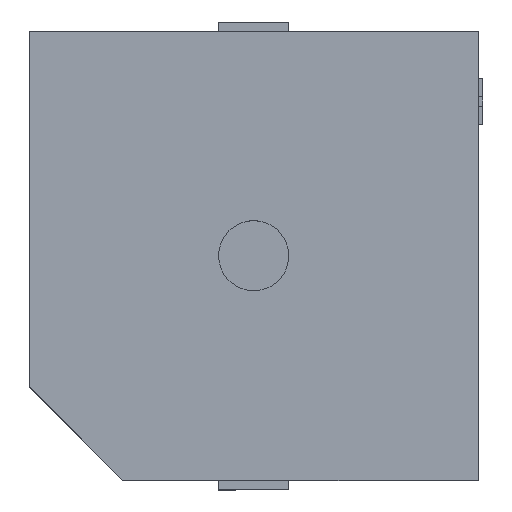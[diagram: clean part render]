
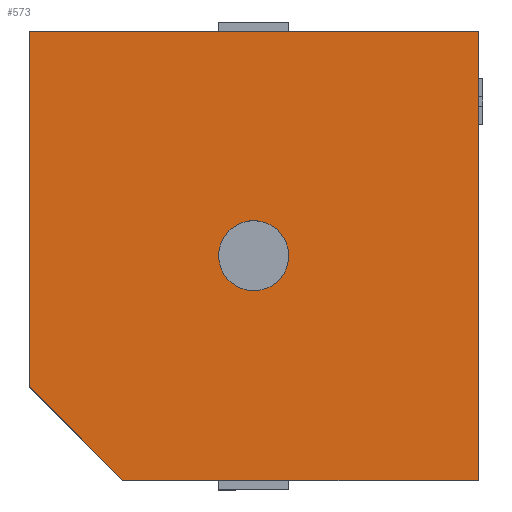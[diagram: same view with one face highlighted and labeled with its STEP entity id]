
A CAD part, top view. The second image highlights one B-rep face of the part: STEP entity #573.
In plain terms, the highlighted planar face has unit normal (0, 0, 1).
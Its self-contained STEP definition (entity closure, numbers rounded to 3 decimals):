
#90=CARTESIAN_POINT('',(-0.75,0.,5.0));
#91=VERTEX_POINT('',#90);
#107=CARTESIAN_POINT('',(0.75,0.,5.0));
#108=VERTEX_POINT('',#107);
#115=CARTESIAN_POINT('',(0.0,0.0,5.0));
#116=DIRECTION('',(0.0,0.0,-1.0));
#117=DIRECTION('',(-1.0,0.0,0.0));
#118=AXIS2_PLACEMENT_3D('',#115,#116,#117);
#119=CIRCLE('',#118,0.75);
#120=EDGE_CURVE('',#91,#108,#119,.T.);
#389=CARTESIAN_POINT('',(4.8,-4.8,5.0));
#390=VERTEX_POINT('',#389);
#397=CARTESIAN_POINT('',(-2.8,-4.8,5.0));
#398=VERTEX_POINT('',#397);
#399=CARTESIAN_POINT('',(4.8,-4.8,5.0));
#400=DIRECTION('',(-1.0,0.0,0.0));
#401=VECTOR('',#400,7.6);
#402=LINE('',#399,#401);
#403=EDGE_CURVE('',#390,#398,#402,.T.);
#420=CARTESIAN_POINT('',(4.8,4.8,5.0));
#421=VERTEX_POINT('',#420);
#428=CARTESIAN_POINT('',(4.8,4.8,5.0));
#429=DIRECTION('',(0.0,-1.0,0.0));
#430=VECTOR('',#429,9.6);
#431=LINE('',#428,#430);
#432=EDGE_CURVE('',#421,#390,#431,.T.);
#444=CARTESIAN_POINT('',(-4.8,4.8,5.0));
#445=VERTEX_POINT('',#444);
#452=CARTESIAN_POINT('',(-4.8,4.8,5.0));
#453=DIRECTION('',(1.0,0.0,0.0));
#454=VECTOR('',#453,9.6);
#455=LINE('',#452,#454);
#456=EDGE_CURVE('',#445,#421,#455,.T.);
#488=CARTESIAN_POINT('',(0.0,0.0,5.0));
#489=DIRECTION('',(0.0,0.0,-1.0));
#490=DIRECTION('',(-1.0,0.0,0.0));
#491=AXIS2_PLACEMENT_3D('',#488,#489,#490);
#492=CIRCLE('',#491,0.75);
#493=EDGE_CURVE('',#108,#91,#492,.T.);
#523=CARTESIAN_POINT('',(-4.8,-2.8,5.0));
#524=VERTEX_POINT('',#523);
#525=CARTESIAN_POINT('',(-2.8,-4.8,5.0));
#526=DIRECTION('',(-0.707,0.707,0.0));
#527=VECTOR('',#526,2.828);
#528=LINE('',#525,#527);
#529=EDGE_CURVE('',#398,#524,#528,.T.);
#547=CARTESIAN_POINT('',(-4.8,-2.8,5.0));
#548=DIRECTION('',(0.0,1.0,0.0));
#549=VECTOR('',#548,7.6);
#550=LINE('',#547,#549);
#551=EDGE_CURVE('',#524,#445,#550,.T.);
#557=CARTESIAN_POINT('',(0.173,0.173,5.0));
#558=DIRECTION('',(0.0,0.0,1.0));
#559=DIRECTION('',(1.0,0.0,0.0));
#560=AXIS2_PLACEMENT_3D('',#557,#558,#559);
#561=PLANE('',#560);
#562=ORIENTED_EDGE('',*,*,#432,.F.);
#563=ORIENTED_EDGE('',*,*,#456,.F.);
#564=ORIENTED_EDGE('',*,*,#551,.F.);
#565=ORIENTED_EDGE('',*,*,#529,.F.);
#566=ORIENTED_EDGE('',*,*,#403,.F.);
#567=EDGE_LOOP('',(#562,#563,#564,#565,#566));
#568=FACE_OUTER_BOUND('',#567,.T.);
#569=ORIENTED_EDGE('',*,*,#493,.T.);
#570=ORIENTED_EDGE('',*,*,#120,.T.);
#571=EDGE_LOOP('',(#569,#570));
#572=FACE_BOUND('',#571,.T.);
#573=ADVANCED_FACE('',(#568,#572),#561,.T.);
